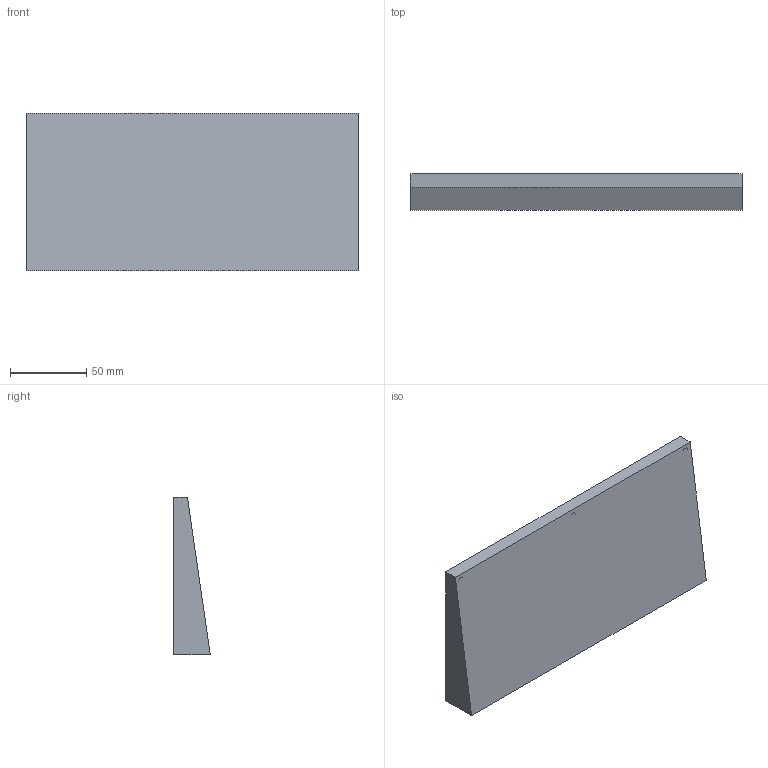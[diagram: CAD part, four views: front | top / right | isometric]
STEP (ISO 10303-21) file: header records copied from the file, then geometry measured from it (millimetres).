
FILE_DESCRIPTION (( 'STEP AP203' ), '1' );
FILE_NAME ('Body no Display.STEP', '2022-12-12T09:13:09', ( '' ), ( '' ), 'SwSTEP 2.0', 'SolidWorks 2020', '' );
FILE_SCHEMA (( 'CONFIG_CONTROL_DESIGN' ));
Length unit declared in the file: millimetre
Products named in the file (1): Body no Display
Bounding box: 217.96 x 24 x 103.66 mm (x, y, z)
Volume: 256505.2 mm3; surface area: 61072.2 mm2
Topology: 1 solids, 1 shells, 81 faces, 180 edges, 120 vertices
Faces by surface type: plane 45, cylinder 36
Entity records: 2335 total; most frequent: DIRECTION 404, CARTESIAN_POINT 394, ORIENTED_EDGE 360, EDGE_CURVE 180, AXIS2_PLACEMENT_3D 146, VERTEX_POINT 120, VECTOR 112, LINE 112
